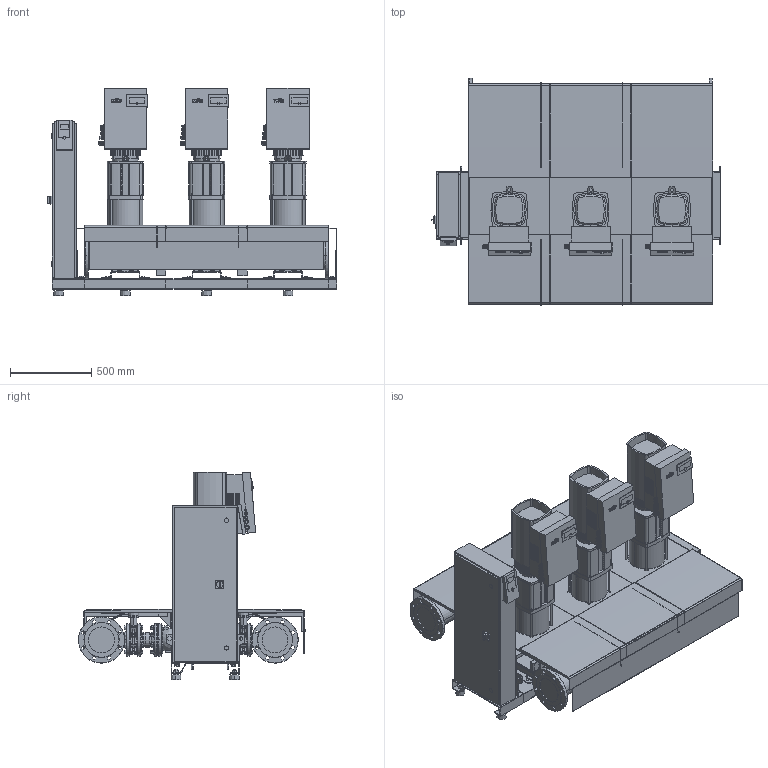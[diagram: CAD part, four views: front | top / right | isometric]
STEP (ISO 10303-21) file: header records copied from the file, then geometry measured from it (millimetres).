
FILE_DESCRIPTION((''),'2;1');
FILE_NAME('3d_SiBoostSmart3HelixEXCEL5202-2542623.stp','2016-08-24T10:24:36',(''),(''),'Mechanical Desktop 2009','Mechanical Desktop 2009',', , ');
FILE_SCHEMA(('CONFIG_CONTROL_DESIGN'));
Length unit declared in the file: millimetre
Products named in the file (1): Product
Bounding box: 1780 x 1396.5 x 1276 mm (x, y, z)
Volume: 327778921.8 mm3; surface area: 27338309 mm2
Topology: 327 solids, 327 shells, 10319 faces, 26001 edges, 16820 vertices
Faces by surface type: bspline 4891, plane 2731, cylinder 1960, torus 471, cone 214, sphere 52
Entity records: 357333 total; most frequent: CARTESIAN_POINT 118142, ORIENTED_EDGE 51898, DIRECTION 44448, EDGE_CURVE 25949, VERTEX_POINT 16818, VECTOR 15996, LINE 15996, AXIS2_PLACEMENT_3D 14226
